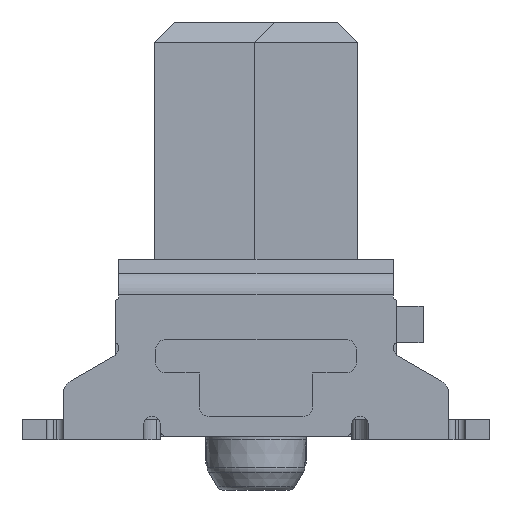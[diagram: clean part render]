
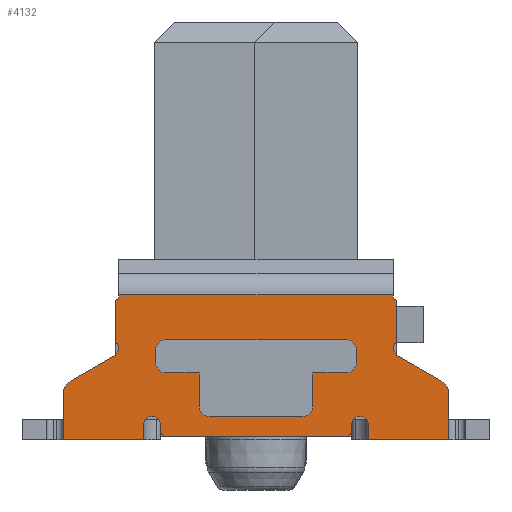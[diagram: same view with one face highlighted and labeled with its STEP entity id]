
A CAD part, left-side view. The second image highlights one B-rep face of the part: STEP entity #4132.
In plain terms, the highlighted planar face has unit normal (-1, 0, 0).
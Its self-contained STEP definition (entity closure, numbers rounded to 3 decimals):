
#3061=CARTESIAN_POINT('',(-18.265,-2.05,2.17));
#3062=VERTEX_POINT('',#3061);
#3069=CARTESIAN_POINT('',(-18.265,-2.1,2.083));
#3070=VERTEX_POINT('',#3069);
#3071=CARTESIAN_POINT('',(-18.265,-2.15,2.17));
#3072=DIRECTION('',(1.0,0.,0.));
#3073=DIRECTION('',(0.,0.866,-0.5));
#3074=AXIS2_PLACEMENT_3D('',#3071,#3072,#3073);
#3075=CIRCLE('',#3074,0.1);
#3076=EDGE_CURVE('',#3070,#3062,#3075,.T.);
#3093=CARTESIAN_POINT('',(-18.265,2.1,2.083));
#3094=VERTEX_POINT('',#3093);
#3101=CARTESIAN_POINT('',(-18.265,2.05,2.17));
#3102=VERTEX_POINT('',#3101);
#3103=CARTESIAN_POINT('',(-18.265,2.15,2.17));
#3104=DIRECTION('',(1.,0.,0.));
#3105=DIRECTION('',(0.,-0.866,-0.5));
#3106=AXIS2_PLACEMENT_3D('',#3103,#3104,#3105);
#3107=CIRCLE('',#3106,0.1);
#3108=EDGE_CURVE('',#3102,#3094,#3107,.T.);
#3518=CARTESIAN_POINT('',(-18.265,2.88,0.));
#3519=VERTEX_POINT('',#3518);
#3526=CARTESIAN_POINT('',(-18.265,2.88,0.705));
#3527=VERTEX_POINT('',#3526);
#3528=CARTESIAN_POINT('',(-18.265,2.88,0.));
#3529=DIRECTION('',(0.0,0.0,1.0));
#3530=VECTOR('',#3529,0.705);
#3531=LINE('',#3528,#3530);
#3532=EDGE_CURVE('',#3519,#3527,#3531,.T.);
#3550=CARTESIAN_POINT('',(-18.265,-2.1,1.457));
#3551=VERTEX_POINT('',#3550);
#3558=CARTESIAN_POINT('',(-18.265,-2.066,1.316));
#3559=VERTEX_POINT('',#3558);
#3560=CARTESIAN_POINT('',(-18.265,-2.15,1.37));
#3561=DIRECTION('',(-1.,0.0,0.0));
#3562=DIRECTION('',(0.0,0.971,0.238));
#3563=AXIS2_PLACEMENT_3D('',#3560,#3561,#3562);
#3564=CIRCLE('',#3563,0.1);
#3565=EDGE_CURVE('',#3551,#3559,#3564,.T.);
#3583=CARTESIAN_POINT('',(-18.265,-2.1,2.083));
#3584=DIRECTION('',(0.0,0.0,-1.0));
#3585=VECTOR('',#3584,0.627);
#3586=LINE('',#3583,#3585);
#3587=EDGE_CURVE('',#3070,#3551,#3586,.T.);
#3599=CARTESIAN_POINT('',(-18.265,2.1,1.457));
#3600=VERTEX_POINT('',#3599);
#3607=CARTESIAN_POINT('',(-18.265,2.1,1.457));
#3608=DIRECTION('',(0.0,0.0,1.0));
#3609=VECTOR('',#3608,0.627);
#3610=LINE('',#3607,#3609);
#3611=EDGE_CURVE('',#3600,#3094,#3610,.T.);
#3623=CARTESIAN_POINT('',(-18.265,2.066,1.316));
#3624=VERTEX_POINT('',#3623);
#3631=CARTESIAN_POINT('',(-18.265,2.15,1.37));
#3632=DIRECTION('',(-1.,0.0,0.0));
#3633=DIRECTION('',(0.0,-0.971,0.238));
#3634=AXIS2_PLACEMENT_3D('',#3631,#3632,#3633);
#3635=CIRCLE('',#3634,0.1);
#3636=EDGE_CURVE('',#3624,#3600,#3635,.T.);
#3648=CARTESIAN_POINT('',(-18.265,2.134,1.25));
#3649=VERTEX_POINT('',#3648);
#3656=CARTESIAN_POINT('',(-18.265,2.234,1.424));
#3657=DIRECTION('',(-1.0,0.0,0.0));
#3658=DIRECTION('',(0.0,-0.692,-0.722));
#3659=AXIS2_PLACEMENT_3D('',#3656,#3657,#3658);
#3660=CIRCLE('',#3659,0.2);
#3661=EDGE_CURVE('',#3649,#3624,#3660,.T.);
#3673=CARTESIAN_POINT('',(-18.265,2.78,0.878));
#3674=VERTEX_POINT('',#3673);
#3681=CARTESIAN_POINT('',(-18.265,2.78,0.878));
#3682=DIRECTION('',(0.0,-0.866,0.5));
#3683=VECTOR('',#3682,0.746);
#3684=LINE('',#3681,#3683);
#3685=EDGE_CURVE('',#3674,#3649,#3684,.T.);
#3698=CARTESIAN_POINT('',(-18.265,2.68,0.705));
#3699=DIRECTION('',(1.,0.0,0.0));
#3700=DIRECTION('',(0.0,0.866,0.5));
#3701=AXIS2_PLACEMENT_3D('',#3698,#3699,#3700);
#3702=CIRCLE('',#3701,0.2);
#3703=EDGE_CURVE('',#3527,#3674,#3702,.T.);
#3714=CARTESIAN_POINT('',(-18.265,1.68,0.));
#3715=VERTEX_POINT('',#3714);
#3722=CARTESIAN_POINT('',(-18.265,1.68,0.));
#3723=DIRECTION('',(0.0,1.0,0.0));
#3724=VECTOR('',#3723,1.2);
#3725=LINE('',#3722,#3724);
#3726=EDGE_CURVE('',#3715,#3519,#3725,.T.);
#3748=CARTESIAN_POINT('',(-18.265,1.68,0.225));
#3749=VERTEX_POINT('',#3748);
#3756=CARTESIAN_POINT('',(-18.265,1.68,0.225));
#3757=DIRECTION('',(0.0,0.0,-1.0));
#3758=VECTOR('',#3757,0.225);
#3759=LINE('',#3756,#3758);
#3760=EDGE_CURVE('',#3749,#3715,#3759,.T.);
#3775=CARTESIAN_POINT('',(-18.265,1.43,0.225));
#3776=VERTEX_POINT('',#3775);
#3783=CARTESIAN_POINT('',(-18.265,1.555,0.225));
#3784=DIRECTION('',(-1.0,0.0,0.0));
#3785=DIRECTION('',(0.0,0.0,1.0));
#3786=AXIS2_PLACEMENT_3D('',#3783,#3784,#3785);
#3787=CIRCLE('',#3786,0.125);
#3788=EDGE_CURVE('',#3776,#3749,#3787,.T.);
#3800=CARTESIAN_POINT('',(-18.265,1.43,0.15));
#3801=VERTEX_POINT('',#3800);
#3808=CARTESIAN_POINT('',(-18.265,1.43,0.15));
#3809=DIRECTION('',(0.0,0.0,1.0));
#3810=VECTOR('',#3809,0.075);
#3811=LINE('',#3808,#3810);
#3812=EDGE_CURVE('',#3801,#3776,#3811,.T.);
#3824=CARTESIAN_POINT('',(-18.265,1.33,0.05));
#3825=VERTEX_POINT('',#3824);
#3832=CARTESIAN_POINT('',(-18.265,1.33,0.15));
#3833=DIRECTION('',(1.,0.0,0.0));
#3834=DIRECTION('',(0.0,0.707,-0.707));
#3835=AXIS2_PLACEMENT_3D('',#3832,#3833,#3834);
#3836=CIRCLE('',#3835,0.1);
#3837=EDGE_CURVE('',#3825,#3801,#3836,.T.);
#3849=CARTESIAN_POINT('',(-18.265,-1.33,0.05));
#3850=VERTEX_POINT('',#3849);
#3857=CARTESIAN_POINT('',(-18.265,-1.33,0.05));
#3858=DIRECTION('',(0.0,1.0,0.0));
#3859=VECTOR('',#3858,2.66);
#3860=LINE('',#3857,#3859);
#3861=EDGE_CURVE('',#3850,#3825,#3860,.T.);
#3873=CARTESIAN_POINT('',(-18.265,-1.43,0.15));
#3874=VERTEX_POINT('',#3873);
#3881=CARTESIAN_POINT('',(-18.265,-1.33,0.15));
#3882=DIRECTION('',(1.0,0.0,0.0));
#3883=DIRECTION('',(0.0,-0.707,-0.707));
#3884=AXIS2_PLACEMENT_3D('',#3881,#3882,#3883);
#3885=CIRCLE('',#3884,0.1);
#3886=EDGE_CURVE('',#3874,#3850,#3885,.T.);
#3898=CARTESIAN_POINT('',(-18.265,-1.43,0.225));
#3899=VERTEX_POINT('',#3898);
#3906=CARTESIAN_POINT('',(-18.265,-1.43,0.225));
#3907=DIRECTION('',(0.0,0.0,-1.0));
#3908=VECTOR('',#3907,0.075);
#3909=LINE('',#3906,#3908);
#3910=EDGE_CURVE('',#3899,#3874,#3909,.T.);
#3922=CARTESIAN_POINT('',(-18.265,-1.68,0.225));
#3923=VERTEX_POINT('',#3922);
#3930=CARTESIAN_POINT('',(-18.265,-1.555,0.225));
#3931=DIRECTION('',(-1.0,0.0,0.0));
#3932=DIRECTION('',(0.0,0.0,1.0));
#3933=AXIS2_PLACEMENT_3D('',#3930,#3931,#3932);
#3934=CIRCLE('',#3933,0.125);
#3935=EDGE_CURVE('',#3923,#3899,#3934,.T.);
#3946=CARTESIAN_POINT('',(-18.265,-1.68,0.));
#3947=VERTEX_POINT('',#3946);
#3954=CARTESIAN_POINT('',(-18.265,-1.68,0.));
#3955=DIRECTION('',(0.0,0.0,1.0));
#3956=VECTOR('',#3955,0.225);
#3957=LINE('',#3954,#3956);
#3958=EDGE_CURVE('',#3947,#3923,#3957,.T.);
#3972=CARTESIAN_POINT('',(-18.265,-2.88,0.));
#3973=VERTEX_POINT('',#3972);
#3980=CARTESIAN_POINT('',(-18.265,-2.88,0.));
#3981=DIRECTION('',(0.0,1.0,0.0));
#3982=VECTOR('',#3981,1.2);
#3983=LINE('',#3980,#3982);
#3984=EDGE_CURVE('',#3973,#3947,#3983,.T.);
#4008=CARTESIAN_POINT('',(-18.265,-2.88,0.705));
#4009=VERTEX_POINT('',#4008);
#4016=CARTESIAN_POINT('',(-18.265,-2.88,0.705));
#4017=DIRECTION('',(0.0,0.0,-1.0));
#4018=VECTOR('',#4017,0.705);
#4019=LINE('',#4016,#4018);
#4020=EDGE_CURVE('',#4009,#3973,#4019,.T.);
#4033=CARTESIAN_POINT('',(-18.265,-2.78,0.878));
#4034=VERTEX_POINT('',#4033);
#4041=CARTESIAN_POINT('',(-18.265,-2.68,0.705));
#4042=DIRECTION('',(1.0,0.0,0.0));
#4043=DIRECTION('',(0.0,-0.866,0.5));
#4044=AXIS2_PLACEMENT_3D('',#4041,#4042,#4043);
#4045=CIRCLE('',#4044,0.2);
#4046=EDGE_CURVE('',#4034,#4009,#4045,.T.);
#4058=CARTESIAN_POINT('',(-18.265,-2.134,1.25));
#4059=VERTEX_POINT('',#4058);
#4066=CARTESIAN_POINT('',(-18.265,-2.134,1.25));
#4067=DIRECTION('',(0.0,-0.866,-0.5));
#4068=VECTOR('',#4067,0.746);
#4069=LINE('',#4066,#4068);
#4070=EDGE_CURVE('',#4059,#4034,#4069,.T.);
#4083=CARTESIAN_POINT('',(-18.265,-2.234,1.424));
#4084=DIRECTION('',(-1.,0.0,0.0));
#4085=DIRECTION('',(0.0,0.692,-0.722));
#4086=AXIS2_PLACEMENT_3D('',#4083,#4084,#4085);
#4087=CIRCLE('',#4086,0.2);
#4088=EDGE_CURVE('',#3559,#4059,#4087,.T.);
#4094=CARTESIAN_POINT('',(-18.265,0.,0.907));
#4095=DIRECTION('',(1.0,0.0,0.0));
#4096=DIRECTION('',(0.0,0.0,-1.0));
#4097=AXIS2_PLACEMENT_3D('',#4094,#4095,#4096);
#4098=PLANE('',#4097);
#4099=ORIENTED_EDGE('',*,*,#4020,.F.);
#4100=ORIENTED_EDGE('',*,*,#4046,.F.);
#4101=ORIENTED_EDGE('',*,*,#4070,.F.);
#4102=ORIENTED_EDGE('',*,*,#4088,.F.);
#4103=ORIENTED_EDGE('',*,*,#3565,.F.);
#4104=ORIENTED_EDGE('',*,*,#3587,.F.);
#4105=ORIENTED_EDGE('',*,*,#3076,.T.);
#4106=CARTESIAN_POINT('',(-18.265,-2.05,2.17));
#4107=DIRECTION('',(0.0,1.0,0.0));
#4108=VECTOR('',#4107,4.1);
#4109=LINE('',#4106,#4108);
#4110=EDGE_CURVE('',#3062,#3102,#4109,.T.);
#4111=ORIENTED_EDGE('',*,*,#4110,.T.);
#4112=ORIENTED_EDGE('',*,*,#3108,.T.);
#4113=ORIENTED_EDGE('',*,*,#3611,.F.);
#4114=ORIENTED_EDGE('',*,*,#3636,.F.);
#4115=ORIENTED_EDGE('',*,*,#3661,.F.);
#4116=ORIENTED_EDGE('',*,*,#3685,.F.);
#4117=ORIENTED_EDGE('',*,*,#3703,.F.);
#4118=ORIENTED_EDGE('',*,*,#3532,.F.);
#4119=ORIENTED_EDGE('',*,*,#3726,.F.);
#4120=ORIENTED_EDGE('',*,*,#3760,.F.);
#4121=ORIENTED_EDGE('',*,*,#3788,.F.);
#4122=ORIENTED_EDGE('',*,*,#3812,.F.);
#4123=ORIENTED_EDGE('',*,*,#3837,.F.);
#4124=ORIENTED_EDGE('',*,*,#3861,.F.);
#4125=ORIENTED_EDGE('',*,*,#3886,.F.);
#4126=ORIENTED_EDGE('',*,*,#3910,.F.);
#4127=ORIENTED_EDGE('',*,*,#3935,.F.);
#4128=ORIENTED_EDGE('',*,*,#3958,.F.);
#4129=ORIENTED_EDGE('',*,*,#3984,.F.);
#4130=EDGE_LOOP('',(#4099,#4100,#4101,#4102,#4103,#4104,#4105,#4111,#4112,#4113,#4114,#4115,#4116,#4117,#4118,#4119,#4120,#4121,#4122,#4123,#4124,#4125,#4126,#4127,#4128,#4129));
#4131=FACE_OUTER_BOUND('',#4130,.T.);
#4132=ADVANCED_FACE('',(#4131),#4098,.F.);
